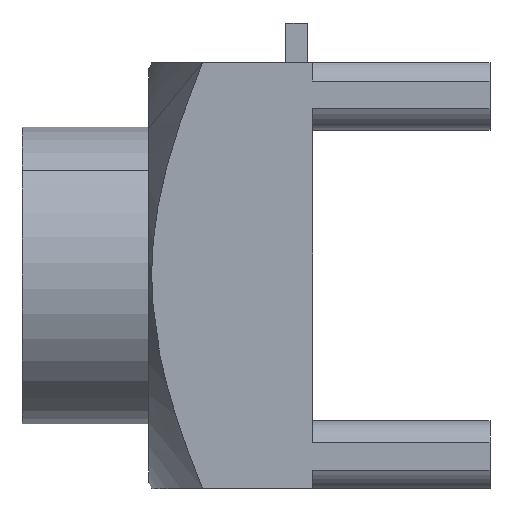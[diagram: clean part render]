
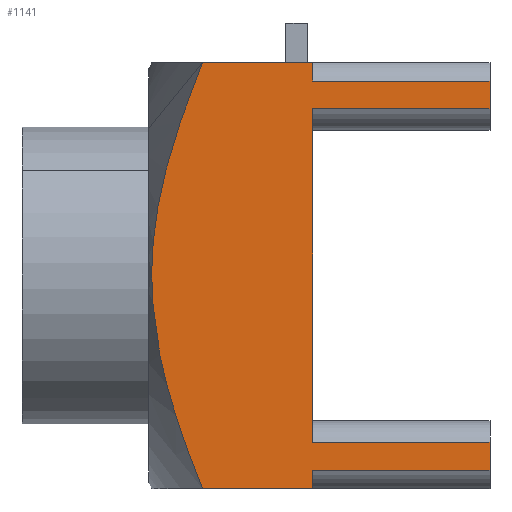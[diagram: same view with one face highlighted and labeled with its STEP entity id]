
A CAD part, front view. The second image highlights one B-rep face of the part: STEP entity #1141.
In plain terms, the highlighted planar face has unit normal (0, -1, 0).
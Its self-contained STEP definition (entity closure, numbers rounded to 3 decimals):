
#137=DIRECTION('',(1.,0.,0.));
#138=VECTOR('',#137,1.55);
#139=CARTESIAN_POINT('',(2.54,-2.995,-2.995));
#140=LINE('',#139,#138);
#150=DIRECTION('',(0.,0.,-1.));
#151=VECTOR('',#150,0.26);
#152=CARTESIAN_POINT('',(4.09,-2.995,-2.735));
#153=LINE('',#152,#151);
#154=DIRECTION('',(1.,0.,0.));
#155=VECTOR('',#154,2.49);
#156=CARTESIAN_POINT('',(4.09,-2.995,-2.345));
#157=LINE('',#156,#155);
#158=DIRECTION('',(1.,0.,0.));
#159=VECTOR('',#158,2.49);
#160=CARTESIAN_POINT('',(4.09,-2.995,-2.735));
#161=LINE('',#160,#159);
#162=CARTESIAN_POINT('',(2.54,-2.995,2.995));
#163=CARTESIAN_POINT('',(2.482,-2.995,2.853));
#164=CARTESIAN_POINT('',(2.375,-2.995,2.583));
#165=CARTESIAN_POINT('',(2.246,-2.995,2.224));
#166=CARTESIAN_POINT('',(2.138,-2.995,1.894));
#167=CARTESIAN_POINT('',(2.048,-2.995,1.583));
#168=CARTESIAN_POINT('',(1.974,-2.995,1.286));
#169=CARTESIAN_POINT('',(1.914,-2.995,0.997));
#170=CARTESIAN_POINT('',(1.869,-2.995,0.711));
#171=CARTESIAN_POINT('',(1.838,-2.995,0.427));
#172=CARTESIAN_POINT('',(1.823,-2.995,0.142));
#173=CARTESIAN_POINT('',(1.823,-2.995,-0.142));
#174=CARTESIAN_POINT('',(1.838,-2.995,-0.427));
#175=CARTESIAN_POINT('',(1.869,-2.995,-0.711));
#176=CARTESIAN_POINT('',(1.914,-2.995,-0.997));
#177=CARTESIAN_POINT('',(1.974,-2.995,-1.286));
#178=CARTESIAN_POINT('',(2.048,-2.995,-1.583));
#179=CARTESIAN_POINT('',(2.138,-2.995,-1.894));
#180=CARTESIAN_POINT('',(2.246,-2.995,-2.224));
#181=CARTESIAN_POINT('',(2.375,-2.995,-2.583));
#182=CARTESIAN_POINT('',(2.482,-2.995,-2.853));
#183=CARTESIAN_POINT('',(2.54,-2.995,-2.995));
#185=DIRECTION('',(1.,0.,0.));
#186=VECTOR('',#185,1.55);
#187=CARTESIAN_POINT('',(2.54,-2.995,2.995));
#188=LINE('',#187,#186);
#189=DIRECTION('',(1.,0.,0.));
#190=VECTOR('',#189,2.49);
#191=CARTESIAN_POINT('',(4.09,-2.995,2.735));
#192=LINE('',#191,#190);
#193=DIRECTION('',(1.,0.,0.));
#194=VECTOR('',#193,2.49);
#195=CARTESIAN_POINT('',(4.09,-2.995,2.345));
#196=LINE('',#195,#194);
#217=DIRECTION('',(0.,0.,-1.));
#218=VECTOR('',#217,4.69);
#219=CARTESIAN_POINT('',(4.09,-2.995,2.345));
#220=LINE('',#219,#218);
#500=DIRECTION('',(0.,0.,1.));
#501=VECTOR('',#500,0.39);
#502=CARTESIAN_POINT('',(6.58,-2.995,2.345));
#503=LINE('',#502,#501);
#514=DIRECTION('',(0.,0.,-1.));
#515=VECTOR('',#514,0.26);
#516=CARTESIAN_POINT('',(4.09,-2.995,2.995));
#517=LINE('',#516,#515);
#591=DIRECTION('',(0.,0.,-1.));
#592=VECTOR('',#591,0.39);
#593=CARTESIAN_POINT('',(6.58,-2.995,-2.345));
#594=LINE('',#593,#592);
#733=VERTEX_POINT('',#162);
#734=VERTEX_POINT('',#183);
#736=CARTESIAN_POINT('',(4.09,-2.995,2.995));
#737=VERTEX_POINT('',#736);
#738=CARTESIAN_POINT('',(4.09,-2.995,-2.995));
#739=VERTEX_POINT('',#738);
#790=CARTESIAN_POINT('',(6.58,-2.995,2.345));
#791=CARTESIAN_POINT('',(6.58,-2.995,2.735));
#792=VERTEX_POINT('',#790);
#793=VERTEX_POINT('',#791);
#798=CARTESIAN_POINT('',(4.09,-2.995,2.735));
#799=VERTEX_POINT('',#798);
#800=CARTESIAN_POINT('',(4.09,-2.995,2.345));
#801=VERTEX_POINT('',#800);
#802=CARTESIAN_POINT('',(6.58,-2.995,-2.345));
#803=CARTESIAN_POINT('',(6.58,-2.995,-2.735));
#804=VERTEX_POINT('',#802);
#805=VERTEX_POINT('',#803);
#812=CARTESIAN_POINT('',(4.09,-2.995,-2.345));
#813=VERTEX_POINT('',#812);
#814=CARTESIAN_POINT('',(4.09,-2.995,-2.735));
#815=VERTEX_POINT('',#814);
#1113=CARTESIAN_POINT('',(0.,-2.995,2.995));
#1114=DIRECTION('',(0.,-1.,0.));
#1115=DIRECTION('',(0.,0.,-1.));
#1116=AXIS2_PLACEMENT_3D('',#1113,#1114,#1115);
#1117=PLANE('',#1116);
#1119=ORIENTED_EDGE('',*,*,#1118,.T.);
#1121=ORIENTED_EDGE('',*,*,#1120,.T.);
#1123=ORIENTED_EDGE('',*,*,#1122,.T.);
#1124=ORIENTED_EDGE('',*,*,#1104,.F.);
#1125=ORIENTED_EDGE('',*,*,#1094,.T.);
#1126=ORIENTED_EDGE('',*,*,#1081,.F.);
#1128=ORIENTED_EDGE('',*,*,#1127,.F.);
#1130=ORIENTED_EDGE('',*,*,#1129,.T.);
#1132=ORIENTED_EDGE('',*,*,#1131,.T.);
#1134=ORIENTED_EDGE('',*,*,#1133,.T.);
#1136=ORIENTED_EDGE('',*,*,#1135,.F.);
#1138=ORIENTED_EDGE('',*,*,#1137,.F.);
#1139=EDGE_LOOP('',(#1119,#1121,#1123,#1124,#1125,#1126,#1128,#1130,#1132,#1134,
#1136,#1138));
#1140=FACE_OUTER_BOUND('',#1139,.F.);
#1141=ADVANCED_FACE('',(#1140),#1117,.T.);
#184=B_SPLINE_CURVE_WITH_KNOTS('',3,(#162,#163,#164,#165,#166,#167,#168,#169,
#170,#171,#172,#173,#174,#175,#176,#177,#178,#179,#180,#181,#182,#183),
.UNSPECIFIED.,.F.,.F.,(4,1,1,1,1,1,1,1,1,1,1,1,1,1,1,1,1,1,1,4),(0.,
0.053,0.105,0.158,0.211,
0.263,0.316,0.368,0.421,
0.474,0.526,0.579,0.632,
0.684,0.737,0.789,0.842,
0.895,0.947,1.),.UNSPECIFIED.);
#1081=EDGE_CURVE('',#734,#739,#140,.T.);
#1094=EDGE_CURVE('',#815,#739,#153,.T.);
#1104=EDGE_CURVE('',#815,#805,#161,.T.);
#1118=EDGE_CURVE('',#801,#813,#220,.T.);
#1120=EDGE_CURVE('',#813,#804,#157,.T.);
#1122=EDGE_CURVE('',#804,#805,#594,.T.);
#1127=EDGE_CURVE('',#733,#734,#184,.T.);
#1129=EDGE_CURVE('',#733,#737,#188,.T.);
#1131=EDGE_CURVE('',#737,#799,#517,.T.);
#1133=EDGE_CURVE('',#799,#793,#192,.T.);
#1135=EDGE_CURVE('',#792,#793,#503,.T.);
#1137=EDGE_CURVE('',#801,#792,#196,.T.);
